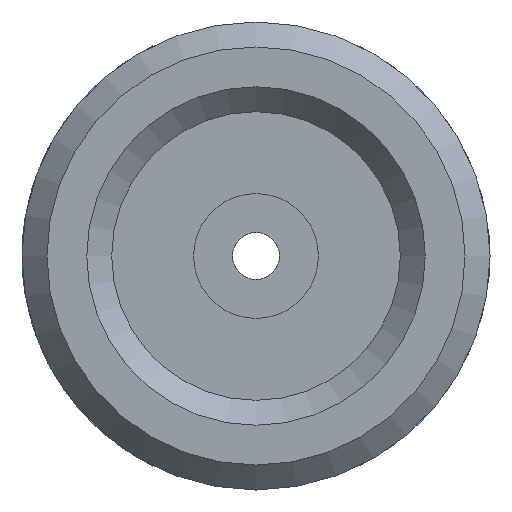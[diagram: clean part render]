
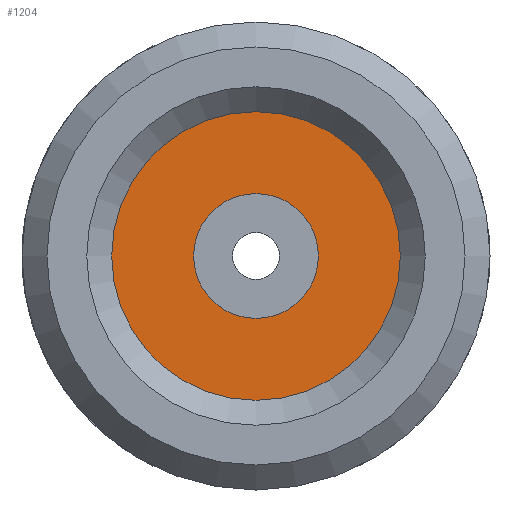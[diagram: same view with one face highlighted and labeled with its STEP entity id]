
A CAD part, front view. The second image highlights one B-rep face of the part: STEP entity #1204.
In plain terms, the highlighted planar face has unit normal (0, -1, 0).
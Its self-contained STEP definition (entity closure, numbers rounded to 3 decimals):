
#167=FACE_BOUND('',#324,.T.);
#227=FACE_OUTER_BOUND('',#323,.T.);
#323=EDGE_LOOP('',(#1050));
#324=EDGE_LOOP('',(#1051));
#438=CIRCLE('',#1390,4.);
#443=CIRCLE('',#1397,9.35);
#572=VERTEX_POINT('',#2178);
#576=VERTEX_POINT('',#2189);
#731=EDGE_CURVE('',#572,#572,#438,.T.);
#737=EDGE_CURVE('',#576,#576,#443,.T.);
#1050=ORIENTED_EDGE('',*,*,#737,.F.);
#1051=ORIENTED_EDGE('',*,*,#731,.T.);
#1144=PLANE('',#1401);
#1204=ADVANCED_FACE('',(#227,#167),#1144,.F.);
#1390=AXIS2_PLACEMENT_3D('',#2179,#1774,#1775);
#1397=AXIS2_PLACEMENT_3D('',#2191,#1789,#1790);
#1401=AXIS2_PLACEMENT_3D('',#2198,#1798,#1799);
#1774=DIRECTION('center_axis',(0.,1.,0.));
#1775=DIRECTION('ref_axis',(-1.,0.,0.));
#1789=DIRECTION('center_axis',(0.,1.,0.));
#1790=DIRECTION('ref_axis',(0.,0.,-1.));
#1798=DIRECTION('center_axis',(0.,1.,0.));
#1799=DIRECTION('ref_axis',(0.,0.,1.));
#2178=CARTESIAN_POINT('',(4.,17.,0.));
#2179=CARTESIAN_POINT('Origin',(0.,17.,0.));
#2189=CARTESIAN_POINT('',(0.,17.,9.35));
#2191=CARTESIAN_POINT('Origin',(0.,17.,0.));
#2198=CARTESIAN_POINT('Origin',(0.,17.,0.));
